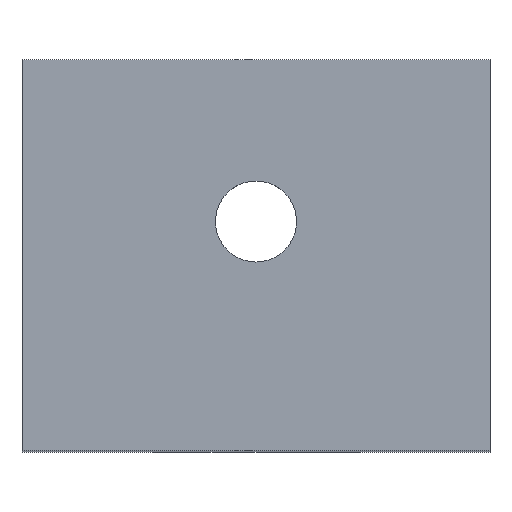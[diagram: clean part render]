
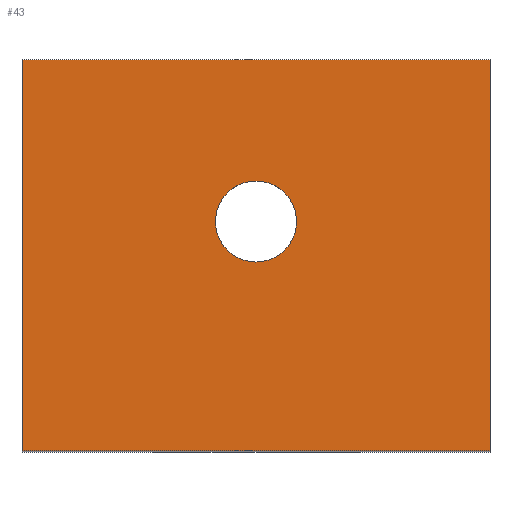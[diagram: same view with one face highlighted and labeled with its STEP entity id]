
A CAD part, top view. The second image highlights one B-rep face of the part: STEP entity #43.
In plain terms, the highlighted planar face has unit normal (0, 0, 1).
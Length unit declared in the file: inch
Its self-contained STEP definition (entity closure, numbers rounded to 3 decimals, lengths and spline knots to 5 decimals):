
#43=ADVANCED_FACE('',(#97,#98),#99,.T.);
#97=FACE_BOUND('',#163,.T.);
#98=FACE_OUTER_BOUND('',#164,.T.);
#99=PLANE('',#165);
#163=EDGE_LOOP('',(#279,#280,#281,#282));
#164=EDGE_LOOP('',(#283,#284,#285,#286));
#165=AXIS2_PLACEMENT_3D('',#287,#288,#289);
#279=ORIENTED_EDGE('',*,*,#424,.T.);
#280=ORIENTED_EDGE('',*,*,#425,.T.);
#281=ORIENTED_EDGE('',*,*,#426,.T.);
#282=ORIENTED_EDGE('',*,*,#427,.T.);
#283=ORIENTED_EDGE('',*,*,#428,.T.);
#284=ORIENTED_EDGE('',*,*,#429,.F.);
#285=ORIENTED_EDGE('',*,*,#430,.T.);
#286=ORIENTED_EDGE('',*,*,#431,.T.);
#287=CARTESIAN_POINT('',(0.0,0.67903,3.49883));
#288=DIRECTION('',(0.0,0.0,1.0));
#289=DIRECTION('',(0.0,-1.0,0.0));
#424=EDGE_CURVE('',#491,#492,#493,.T.);
#425=EDGE_CURVE('',#492,#494,#495,.T.);
#426=EDGE_CURVE('',#494,#496,#497,.T.);
#427=EDGE_CURVE('',#496,#491,#498,.T.);
#428=EDGE_CURVE('',#499,#500,#501,.T.);
#429=EDGE_CURVE('',#502,#500,#503,.T.);
#430=EDGE_CURVE('',#502,#504,#505,.T.);
#431=EDGE_CURVE('',#504,#499,#506,.T.);
#491=VERTEX_POINT('',#590);
#492=VERTEX_POINT('',#591);
#493=B_SPLINE_CURVE_WITH_KNOTS('',3,(#592,#593,#594,#595),.UNSPECIFIED.,.F.,.F.,(4,4),(-1.0,-0.0),.UNSPECIFIED.);
#494=VERTEX_POINT('',#596);
#495=B_SPLINE_CURVE_WITH_KNOTS('',3,(#597,#598,#599,#600),.UNSPECIFIED.,.F.,.F.,(4,4),(-1.0,-0.0),.UNSPECIFIED.);
#496=VERTEX_POINT('',#601);
#497=B_SPLINE_CURVE_WITH_KNOTS('',3,(#602,#603,#604,#605),.UNSPECIFIED.,.F.,.F.,(4,4),(-1.0,-0.0),.UNSPECIFIED.);
#498=B_SPLINE_CURVE_WITH_KNOTS('',3,(#606,#607,#608,#609),.UNSPECIFIED.,.F.,.F.,(4,4),(-1.0,-0.0),.UNSPECIFIED.);
#499=VERTEX_POINT('',#610);
#500=VERTEX_POINT('',#611);
#501=LINE('',#612,#613);
#502=VERTEX_POINT('',#614);
#503=LINE('',#615,#616);
#504=VERTEX_POINT('',#617);
#505=LINE('',#618,#619);
#506=LINE('',#620,#621);
#590=CARTESIAN_POINT('',(0.67187,0.79575,3.49883));
#591=CARTESIAN_POINT('',(0.8125,0.93637,3.49883));
#592=CARTESIAN_POINT('',(0.67187,0.79575,3.49883));
#593=CARTESIAN_POINT('',(0.67187,0.87341,3.49883));
#594=CARTESIAN_POINT('',(0.73484,0.93637,3.49883));
#595=CARTESIAN_POINT('',(0.8125,0.93637,3.49883));
#596=CARTESIAN_POINT('',(0.95312,0.79575,3.49883));
#597=CARTESIAN_POINT('',(0.8125,0.93637,3.49883));
#598=CARTESIAN_POINT('',(0.89016,0.93637,3.49883));
#599=CARTESIAN_POINT('',(0.95312,0.87341,3.49883));
#600=CARTESIAN_POINT('',(0.95312,0.79575,3.49883));
#601=CARTESIAN_POINT('',(0.8125,0.65512,3.49883));
#602=CARTESIAN_POINT('',(0.95312,0.79575,3.49883));
#603=CARTESIAN_POINT('',(0.95312,0.71809,3.49883));
#604=CARTESIAN_POINT('',(0.89016,0.65512,3.49883));
#605=CARTESIAN_POINT('',(0.8125,0.65512,3.49883));
#606=CARTESIAN_POINT('',(0.8125,0.65512,3.49883));
#607=CARTESIAN_POINT('',(0.73484,0.65512,3.49883));
#608=CARTESIAN_POINT('',(0.67187,0.71809,3.49883));
#609=CARTESIAN_POINT('',(0.67187,0.79575,3.49883));
#610=CARTESIAN_POINT('',(1.625,0.0,3.49883));
#611=CARTESIAN_POINT('',(1.625,1.35806,3.49883));
#612=CARTESIAN_POINT('',(1.625,1.35806,3.49883));
#613=VECTOR('',#768,1.0);
#614=CARTESIAN_POINT('',(0.0,1.35806,3.49883));
#615=CARTESIAN_POINT('',(0.0,1.35806,3.49883));
#616=VECTOR('',#769,1.0);
#617=CARTESIAN_POINT('',(0.0,0.0,3.49883));
#618=CARTESIAN_POINT('',(0.0,1.35806,3.49883));
#619=VECTOR('',#770,1.0);
#620=CARTESIAN_POINT('',(0.0,0.0,3.49883));
#621=VECTOR('',#771,1.0);
#768=DIRECTION('',(0.0,1.0,0.0));
#769=DIRECTION('',(1.0,0.0,0.0));
#770=DIRECTION('',(0.0,-1.0,0.0));
#771=DIRECTION('',(1.0,0.0,0.0));
